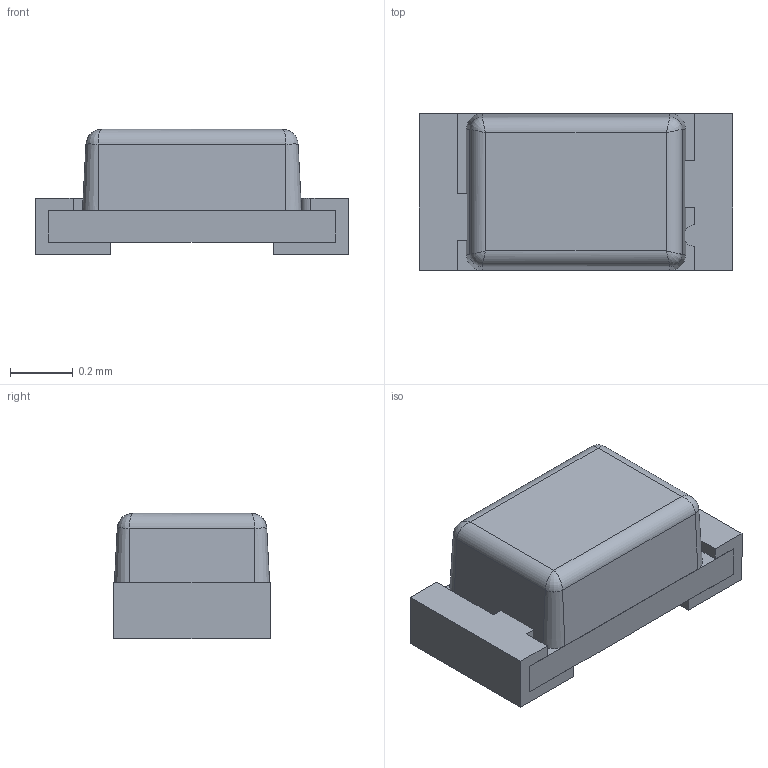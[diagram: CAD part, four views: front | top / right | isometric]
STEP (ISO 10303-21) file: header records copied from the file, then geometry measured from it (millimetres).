
FILE_DESCRIPTION (( 'STEP AP214' ), '1' );
FILE_NAME ('LED0402-RD_WHITE.STEP', '2021-10-25T07:05:30', ( 'PC' ), ( 'Microsoft' ), 'SwSTEP 2.0', 'SolidWorks 2018', '' );
FILE_SCHEMA (( 'AUTOMOTIVE_DESIGN' ));
Length unit declared in the file: millimetre
Products named in the file (2): LED0402-RD_WHITE
Bounding box: 1 x 0.5 x 0.4 mm (x, y, z)
Volume: 0.2 mm3; surface area: 3.6 mm2
Topology: 4 solids, 4 shells, 127 faces, 325 edges, 210 vertices
Faces by surface type: plane 99, bspline 18, cylinder 6, cone 4
Entity records: 6392 total; most frequent: CARTESIAN_POINT 1986, ORIENTED_EDGE 642, DIRECTION 511, EDGE_CURVE 321, VECTOR 273, LINE 273, VERTEX_POINT 210, EDGE_LOOP 135
